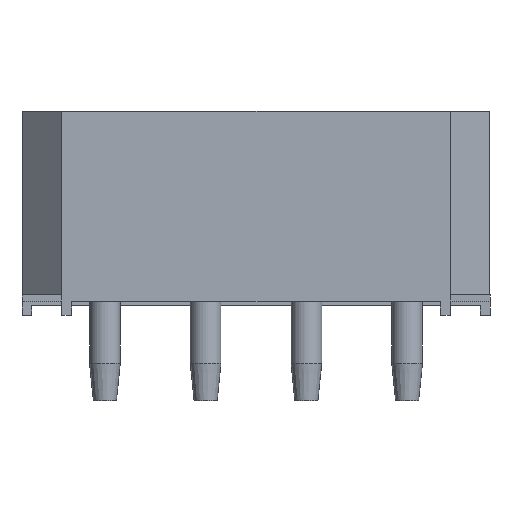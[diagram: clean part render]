
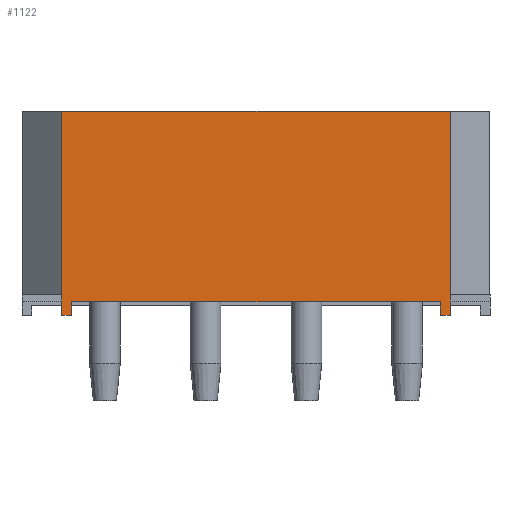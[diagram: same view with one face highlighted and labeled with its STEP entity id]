
A CAD part, front view. The second image highlights one B-rep face of the part: STEP entity #1122.
In plain terms, the highlighted planar face has unit normal (0, -1, 0).
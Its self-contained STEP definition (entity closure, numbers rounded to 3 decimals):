
#55 = VERTEX_POINT ( 'NONE', #411 ) ;
#143 = ORIENTED_EDGE ( 'NONE', *, *, #446, .F. ) ;
#181 = LINE ( 'NONE', #1941, #4543 ) ;
#185 = VERTEX_POINT ( 'NONE', #4373 ) ;
#207 = DIRECTION ( 'NONE',  ( 0., 0., -1. ) ) ;
#210 = ORIENTED_EDGE ( 'NONE', *, *, #4327, .T. ) ;
#233 = VERTEX_POINT ( 'NONE', #4429 ) ;
#248 = DIRECTION ( 'NONE',  ( 0., 0., 1. ) ) ;
#266 = VECTOR ( 'NONE', #5444, 1000. ) ;
#398 = DIRECTION ( 'NONE',  ( 0., 0., 1. ) ) ;
#411 = CARTESIAN_POINT ( 'NONE',  ( 9.3, -4.4, 0. ) ) ;
#446 = EDGE_CURVE ( 'NONE', #5247, #233, #2604, .T. ) ;
#544 = ORIENTED_EDGE ( 'NONE', *, *, #5588, .F. ) ;
#635 = DIRECTION ( 'NONE',  ( 0., 0., 1. ) ) ;
#657 = VERTEX_POINT ( 'NONE', #5418 ) ;
#680 = DIRECTION ( 'NONE',  ( 0., 1., 0. ) ) ;
#749 = EDGE_CURVE ( 'NONE', #55, #185, #5498, .T. ) ;
#855 = CARTESIAN_POINT ( 'NONE',  ( -9.8, -4.4, 10.3 ) ) ;
#944 = CARTESIAN_POINT ( 'NONE',  ( -9.3, -4.4, 0.7 ) ) ;
#1092 = CARTESIAN_POINT ( 'NONE',  ( -11.8, -4.4, 0. ) ) ;
#1098 = LINE ( 'NONE', #3700, #2962 ) ;
#1122 = ADVANCED_FACE ( 'NONE', ( #4586 ), #4608, .F. ) ;
#1124 = ORIENTED_EDGE ( 'NONE', *, *, #1777, .F. ) ;
#1191 = VECTOR ( 'NONE', #5299, 1000. ) ;
#1387 = VECTOR ( 'NONE', #398, 1000. ) ;
#1392 = AXIS2_PLACEMENT_3D ( 'NONE', #4179, #680, #248 ) ;
#1451 = VERTEX_POINT ( 'NONE', #2018 ) ;
#1616 = DIRECTION ( 'NONE',  ( 0., 0., 1. ) ) ;
#1630 = LINE ( 'NONE', #3369, #2665 ) ;
#1777 = EDGE_CURVE ( 'NONE', #55, #657, #4522, .T. ) ;
#1814 = ORIENTED_EDGE ( 'NONE', *, *, #2577, .T. ) ;
#1941 = CARTESIAN_POINT ( 'NONE',  ( -9.8, -4.4, 10.3 ) ) ;
#2017 = ORIENTED_EDGE ( 'NONE', *, *, #5181, .F. ) ;
#2018 = CARTESIAN_POINT ( 'NONE',  ( -9.3, -4.4, 0. ) ) ;
#2019 = EDGE_CURVE ( 'NONE', #2121, #4072, #1630, .T. ) ;
#2121 = VERTEX_POINT ( 'NONE', #855 ) ;
#2149 = CARTESIAN_POINT ( 'NONE',  ( -9.8, -4.4, 0.5 ) ) ;
#2284 = VERTEX_POINT ( 'NONE', #944 ) ;
#2423 = LINE ( 'NONE', #5098, #4347 ) ;
#2443 = ORIENTED_EDGE ( 'NONE', *, *, #5665, .T. ) ;
#2577 = EDGE_CURVE ( 'NONE', #2121, #233, #181, .T. ) ;
#2604 = LINE ( 'NONE', #2149, #1387 ) ;
#2625 = ORIENTED_EDGE ( 'NONE', *, *, #2019, .F. ) ;
#2665 = VECTOR ( 'NONE', #2799, 1000. ) ;
#2762 = LINE ( 'NONE', #3589, #3776 ) ;
#2799 = DIRECTION ( 'NONE',  ( 1., 0., 0. ) ) ;
#2813 = CARTESIAN_POINT ( 'NONE',  ( 9.8, -4.4, 1.044 ) ) ;
#2962 = VECTOR ( 'NONE', #635, 1000. ) ;
#3228 = DIRECTION ( 'NONE',  ( -1., 0., 0. ) ) ;
#3369 = CARTESIAN_POINT ( 'NONE',  ( -11.8, -4.4, 10.3 ) ) ;
#3397 = ORIENTED_EDGE ( 'NONE', *, *, #4823, .T. ) ;
#3589 = CARTESIAN_POINT ( 'NONE',  ( 9.3, -4.4, 0.7 ) ) ;
#3613 = CARTESIAN_POINT ( 'NONE',  ( -11.8, -4.4, 0. ) ) ;
#3617 = CARTESIAN_POINT ( 'NONE',  ( 9.8, -4.4, 10.3 ) ) ;
#3700 = CARTESIAN_POINT ( 'NONE',  ( 9.8, -4.4, 10.3 ) ) ;
#3776 = VECTOR ( 'NONE', #3228, 1000. ) ;
#3782 = EDGE_LOOP ( 'NONE', ( #2017, #544, #1124, #5567, #2443, #210, #2625, #1814, #143, #3397 ) ) ;
#3944 = CARTESIAN_POINT ( 'NONE',  ( -9.8, -4.4, 0. ) ) ;
#3971 = CARTESIAN_POINT ( 'NONE',  ( 9.3, -4.4, 0. ) ) ;
#4072 = VERTEX_POINT ( 'NONE', #3617 ) ;
#4179 = CARTESIAN_POINT ( 'NONE',  ( -11.8, -4.4, 10.3 ) ) ;
#4243 = LINE ( 'NONE', #5500, #4280 ) ;
#4280 = VECTOR ( 'NONE', #1616, 1000. ) ;
#4327 = EDGE_CURVE ( 'NONE', #4919, #4072, #4243, .T. ) ;
#4347 = VECTOR ( 'NONE', #5516, 1000. ) ;
#4373 = CARTESIAN_POINT ( 'NONE',  ( 9.8, -4.4, 0. ) ) ;
#4429 = CARTESIAN_POINT ( 'NONE',  ( -9.8, -4.4, 1.044 ) ) ;
#4476 = LINE ( 'NONE', #3613, #5079 ) ;
#4522 = LINE ( 'NONE', #3971, #1191 ) ;
#4543 = VECTOR ( 'NONE', #207, 1000. ) ;
#4586 = FACE_OUTER_BOUND ( 'NONE', #3782, .T. ) ;
#4608 = PLANE ( 'NONE',  #1392 ) ;
#4823 = EDGE_CURVE ( 'NONE', #5247, #1451, #4476, .T. ) ;
#4919 = VERTEX_POINT ( 'NONE', #2813 ) ;
#5000 = DIRECTION ( 'NONE',  ( 1., 0., 0. ) ) ;
#5079 = VECTOR ( 'NONE', #5000, 1000. ) ;
#5098 = CARTESIAN_POINT ( 'NONE',  ( -9.3, -4.4, 0. ) ) ;
#5181 = EDGE_CURVE ( 'NONE', #2284, #1451, #2423, .T. ) ;
#5247 = VERTEX_POINT ( 'NONE', #3944 ) ;
#5299 = DIRECTION ( 'NONE',  ( 0., 0., 1. ) ) ;
#5418 = CARTESIAN_POINT ( 'NONE',  ( 9.3, -4.4, 0.7 ) ) ;
#5444 = DIRECTION ( 'NONE',  ( 1., 0., 0. ) ) ;
#5498 = LINE ( 'NONE', #1092, #266 ) ;
#5500 = CARTESIAN_POINT ( 'NONE',  ( 9.8, -4.4, 10.3 ) ) ;
#5516 = DIRECTION ( 'NONE',  ( 0., 0., -1. ) ) ;
#5567 = ORIENTED_EDGE ( 'NONE', *, *, #749, .T. ) ;
#5588 = EDGE_CURVE ( 'NONE', #657, #2284, #2762, .T. ) ;
#5665 = EDGE_CURVE ( 'NONE', #185, #4919, #1098, .T. ) ;
